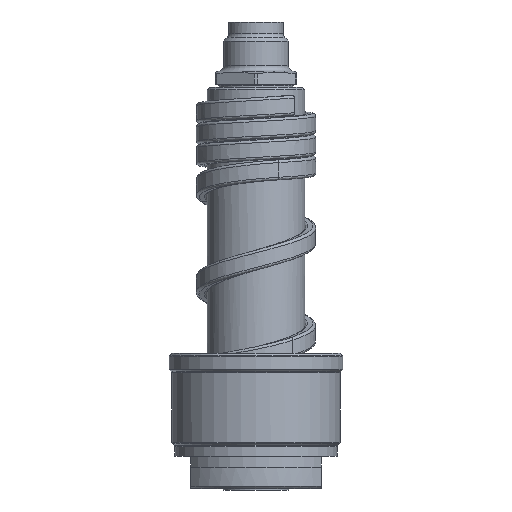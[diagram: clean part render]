
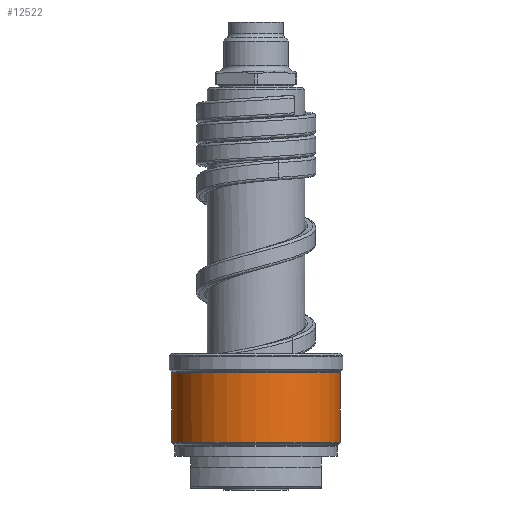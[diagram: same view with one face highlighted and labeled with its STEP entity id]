
A CAD part, front view. The second image highlights one B-rep face of the part: STEP entity #12522.
In plain terms, the highlighted cylindrical face has radius 15.5 mm (diameter 31 mm), a partial arc.
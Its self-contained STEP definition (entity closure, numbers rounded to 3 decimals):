
#3597=CARTESIAN_POINT('',(0.,0.,8.583));
#3598=DIRECTION('',(0.,0.,1.));
#3599=DIRECTION('',(-1.,0.,0.));
#3600=AXIS2_PLACEMENT_3D('',#3597,#3598,#3599);
#3607=DIRECTION('',(0.,0.,1.));
#3608=VECTOR('',#3607,12.835);
#3609=CARTESIAN_POINT('',(15.5,0.,8.583));
#3610=LINE('',#3609,#3608);
#3619=DIRECTION('',(0.,0.,1.));
#3620=VECTOR('',#3619,12.835);
#3621=CARTESIAN_POINT('',(-15.5,0.,8.583));
#3622=LINE('',#3621,#3620);
#3623=CARTESIAN_POINT('',(0.,0.,21.417));
#3624=DIRECTION('',(0.,0.,-1.));
#3625=DIRECTION('',(1.,0.,0.));
#3626=AXIS2_PLACEMENT_3D('',#3623,#3624,#3625);
#3628=CARTESIAN_POINT('',(0.,0.,21.417));
#3629=DIRECTION('',(0.,0.,-1.));
#3630=DIRECTION('',(1.,-0.01,0.));
#3631=AXIS2_PLACEMENT_3D('',#3628,#3629,#3630);
#6083=CARTESIAN_POINT('',(-15.5,0.,8.583));
#6084=VERTEX_POINT('',#6083);
#6085=CARTESIAN_POINT('',(15.5,0.,8.583));
#6086=VERTEX_POINT('',#6085);
#6087=CARTESIAN_POINT('',(15.5,0.,21.417));
#6088=VERTEX_POINT('',#6087);
#6091=CARTESIAN_POINT('',(-15.5,0.,21.417));
#6092=VERTEX_POINT('',#6091);
#6093=CARTESIAN_POINT('',(15.499,-0.151,
21.417));
#6094=VERTEX_POINT('',#6093);
#12508=CARTESIAN_POINT('',(0.,0.,7.15));
#12509=DIRECTION('',(0.,0.,1.));
#12510=DIRECTION('',(-1.,0.,0.));
#12511=AXIS2_PLACEMENT_3D('',#12508,#12509,#12510);
#12512=CYLINDRICAL_SURFACE('',#12511,15.5);
#12513=ORIENTED_EDGE('',*,*,#12478,.F.);
#12514=ORIENTED_EDGE('',*,*,#12498,.T.);
#12516=ORIENTED_EDGE('',*,*,#12515,.F.);
#12518=ORIENTED_EDGE('',*,*,#12517,.F.);
#12519=ORIENTED_EDGE('',*,*,#12492,.F.);
#12520=EDGE_LOOP('',(#12513,#12514,#12516,#12518,#12519));
#12521=FACE_OUTER_BOUND('',#12520,.F.);
#3601=CIRCLE('',#3600,15.5);
#3627=CIRCLE('',#3626,15.5);
#3632=CIRCLE('',#3631,15.5);
#12478=EDGE_CURVE('',#6084,#6086,#3601,.T.);
#12492=EDGE_CURVE('',#6086,#6088,#3610,.T.);
#12498=EDGE_CURVE('',#6084,#6092,#3622,.T.);
#12515=EDGE_CURVE('',#6094,#6092,#3632,.T.);
#12517=EDGE_CURVE('',#6088,#6094,#3627,.T.);
#12522=ADVANCED_FACE('',(#12521),#12512,.T.);
